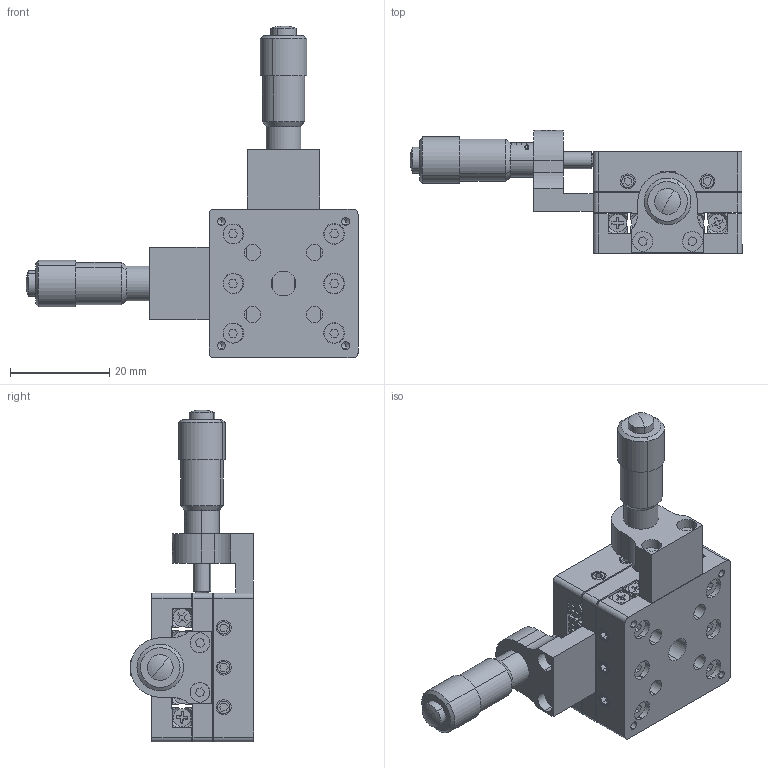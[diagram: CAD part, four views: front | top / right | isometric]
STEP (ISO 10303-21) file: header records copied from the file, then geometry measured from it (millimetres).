
FILE_DESCRIPTION (( 'STEP AP203' ), '1' );
FILE_NAME ('56CTS-2RSM.STEP', '2016-05-04T05:33:37', ( '' ), ( '' ), 'SwSTEP 2.0', 'SolidWorks 2016', '' );
FILE_SCHEMA (( 'CONFIG_CONTROL_DESIGN' ));
Products named in the file (1): 56CTS-2RSM
Bounding box: 66.9 x 24.8 x 66.9 mm (x, y, z)
Volume: 20481.9 mm3; surface area: 23894.5 mm2
Topology: 63 solids, 63 shells, 1768 faces, 4453 edges, 2866 vertices
Faces by surface type: plane 991, cylinder 505, cone 230, bspline 34, sphere 4, torus 4
Entity records: 56208 total; most frequent: CARTESIAN_POINT 13252, ORIENTED_EDGE 8830, DIRECTION 8817, EDGE_CURVE 4415, AXIS2_PLACEMENT_3D 3031, VERTEX_POINT 2866, LINE 2755, VECTOR 2755
